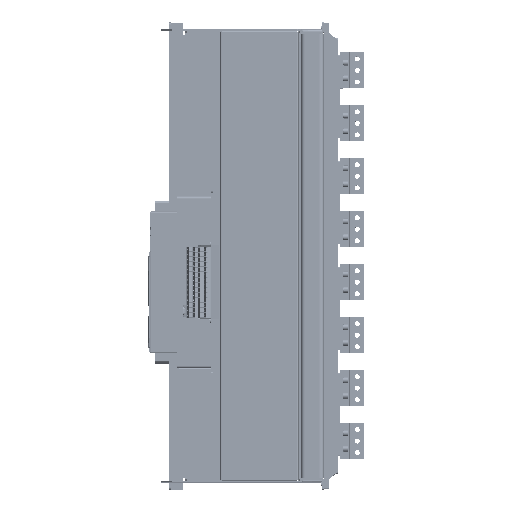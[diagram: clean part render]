
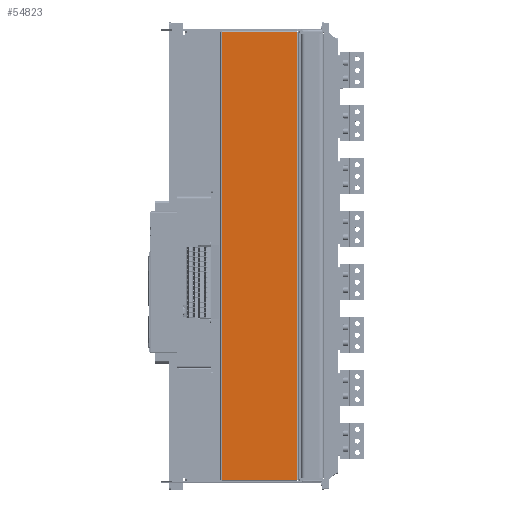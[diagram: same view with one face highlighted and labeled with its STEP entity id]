
A CAD part, top view. The second image highlights one B-rep face of the part: STEP entity #54823.
In plain terms, the highlighted face is planar.
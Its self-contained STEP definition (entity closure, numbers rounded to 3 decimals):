
#53159=DIRECTION('',(0.,0.,1.));
#53160=VECTOR('',#53159,164.);
#53161=CARTESIAN_POINT('',(975.5,-9.,-7.));
#53162=LINE('',#53161,#53160);
#53173=DIRECTION('',(-1.,0.,0.));
#53174=VECTOR('',#53173,972.);
#53175=CARTESIAN_POINT('',(975.5,-9.,157.));
#53176=LINE('',#53175,#53174);
#53299=DIRECTION('',(0.,0.,-1.));
#53300=VECTOR('',#53299,164.);
#53301=CARTESIAN_POINT('',(3.5,-9.,157.));
#53302=LINE('',#53301,#53300);
#53669=DIRECTION('',(1.,0.,0.));
#53670=VECTOR('',#53669,972.);
#53671=CARTESIAN_POINT('',(3.5,-9.,-7.));
#53672=LINE('',#53671,#53670);
#54290=CARTESIAN_POINT('',(975.5,-9.,157.));
#54291=CARTESIAN_POINT('',(3.5,-9.,157.));
#54292=VERTEX_POINT('',#54290);
#54293=VERTEX_POINT('',#54291);
#54294=CARTESIAN_POINT('',(975.5,-9.,-7.));
#54295=VERTEX_POINT('',#54294);
#54296=CARTESIAN_POINT('',(3.5,-9.,-7.));
#54297=VERTEX_POINT('',#54296);
#54809=CARTESIAN_POINT('',(429.5,-9.,42.5));
#54810=DIRECTION('',(0.,1.,0.));
#54811=DIRECTION('',(-1.,0.,0.));
#54812=AXIS2_PLACEMENT_3D('',#54809,#54810,#54811);
#54813=PLANE('',#54812);
#54815=ORIENTED_EDGE('',*,*,#54814,.T.);
#54817=ORIENTED_EDGE('',*,*,#54816,.T.);
#54819=ORIENTED_EDGE('',*,*,#54818,.T.);
#54820=ORIENTED_EDGE('',*,*,#54798,.T.);
#54821=EDGE_LOOP('',(#54815,#54817,#54819,#54820));
#54822=FACE_OUTER_BOUND('',#54821,.F.);
#54823=ADVANCED_FACE('',(#54822),#54813,.T.);
#54798=EDGE_CURVE('',#54295,#54292,#53162,.T.);
#54814=EDGE_CURVE('',#54292,#54293,#53176,.T.);
#54816=EDGE_CURVE('',#54293,#54297,#53302,.T.);
#54818=EDGE_CURVE('',#54297,#54295,#53672,.T.);
